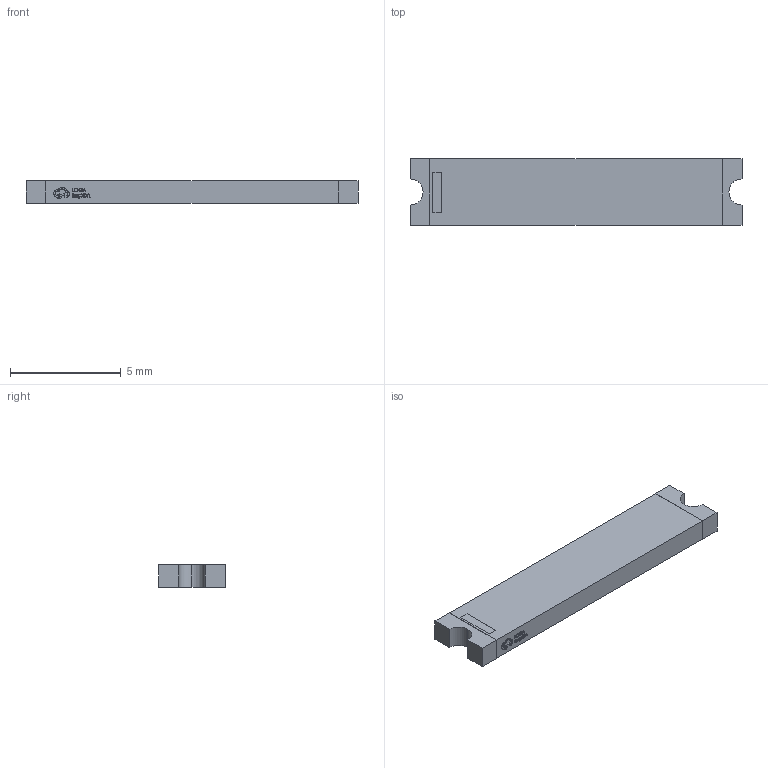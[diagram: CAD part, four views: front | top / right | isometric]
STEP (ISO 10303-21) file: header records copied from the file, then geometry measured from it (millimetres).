
FILE_DESCRIPTION (( 'STEP AP214' ), '1' );
FILE_NAME ('ANT-SMD_L15.0-W3.0.step', '2022-06-14T10:02:45', ( '' ), ( '' ), 'SwSTEP 2.0', 'SolidWorks 2020', '' );
FILE_SCHEMA (( 'AUTOMOTIVE_DESIGN' ));
Length unit declared in the file: millimetre
Products named in the file (1): ANT-SMD_L15.0-W3.0
Bounding box: 15 x 3.02 x 1.02 mm (x, y, z)
Volume: 44 mm3; surface area: 125.8 mm2
Topology: 1 solids, 1 shells, 250 faces, 678 edges, 452 vertices
Faces by surface type: plane 149, bspline 98, cylinder 3
Entity records: 10961 total; most frequent: CARTESIAN_POINT 2687, ORIENTED_EDGE 1356, DIRECTION 790, EDGE_CURVE 678, VECTOR 472, LINE 472, VERTEX_POINT 452, EDGE_LOOP 272
